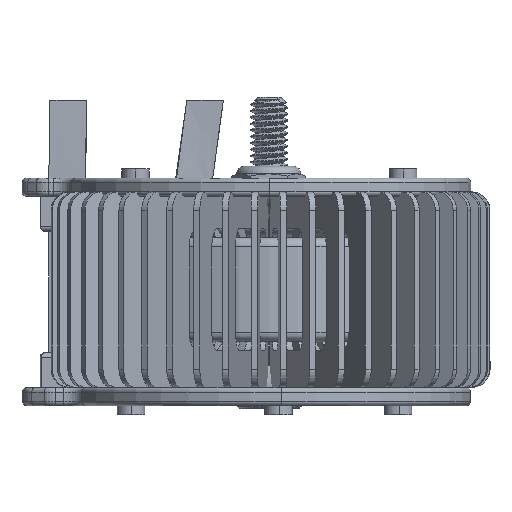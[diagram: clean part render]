
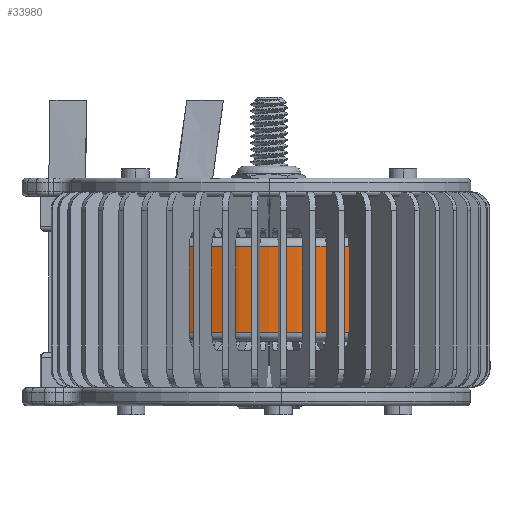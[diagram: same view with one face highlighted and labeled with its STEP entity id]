
A CAD part, front view. The second image highlights one B-rep face of the part: STEP entity #33980.
In plain terms, the highlighted cylindrical face has radius 18.35 mm (diameter 36.7 mm), a partial arc.
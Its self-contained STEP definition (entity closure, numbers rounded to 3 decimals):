
#2995=CIRCLE('',#37806,18.35);
#2996=CIRCLE('',#37807,18.35);
#12744=ORIENTED_EDGE('',*,*,#17585,.T.);
#12745=ORIENTED_EDGE('',*,*,#17579,.T.);
#12746=ORIENTED_EDGE('',*,*,#17586,.T.);
#12747=ORIENTED_EDGE('',*,*,#17580,.F.);
#17579=EDGE_CURVE('',#20736,#20745,#23889,.T.);
#17580=EDGE_CURVE('',#20734,#20743,#23890,.T.);
#17585=EDGE_CURVE('',#20734,#20736,#2995,.T.);
#17586=EDGE_CURVE('',#20745,#20743,#2996,.T.);
#20734=VERTEX_POINT('',#62360);
#20736=VERTEX_POINT('',#62363);
#20743=VERTEX_POINT('',#62379);
#20745=VERTEX_POINT('',#62383);
#23889=LINE('',#62400,#27030);
#23890=LINE('',#62401,#27031);
#27030=VECTOR('',#47627,1000.);
#27031=VECTOR('',#47628,1000.);
#29270=EDGE_LOOP('',(#12744,#12745,#12746,#12747));
#31514=FACE_BOUND('',#29270,.T.);
#32037=CYLINDRICAL_SURFACE('',#37805,18.35);
#33980=ADVANCED_FACE('',(#31514),#32037,.T.);
#37805=AXIS2_PLACEMENT_3D('',#62408,#47641,#47642);
#37806=AXIS2_PLACEMENT_3D('',#62409,#47643,#47644);
#37807=AXIS2_PLACEMENT_3D('',#62410,#47645,#47646);
#47627=DIRECTION('',(0.,-1.,0.));
#47628=DIRECTION('',(0.,-1.,0.));
#47641=DIRECTION('',(0.,-1.,0.));
#47642=DIRECTION('',(0.,0.,-1.));
#47643=DIRECTION('',(0.,-1.,0.));
#47644=DIRECTION('',(0.,0.,1.));
#47645=DIRECTION('',(0.,1.,0.));
#47646=DIRECTION('',(0.,0.,1.));
#62360=CARTESIAN_POINT('',(12.547,40.686,28.082));
#62363=CARTESIAN_POINT('',(12.547,40.686,64.782));
#62379=CARTESIAN_POINT('',(12.547,31.336,28.082));
#62383=CARTESIAN_POINT('',(12.547,31.336,64.782));
#62400=CARTESIAN_POINT('',(12.547,41.686,64.782));
#62401=CARTESIAN_POINT('',(12.547,41.686,28.082));
#62408=CARTESIAN_POINT('',(12.547,41.686,46.432));
#62409=CARTESIAN_POINT('',(12.547,40.686,46.432));
#62410=CARTESIAN_POINT('',(12.547,31.336,46.432));
